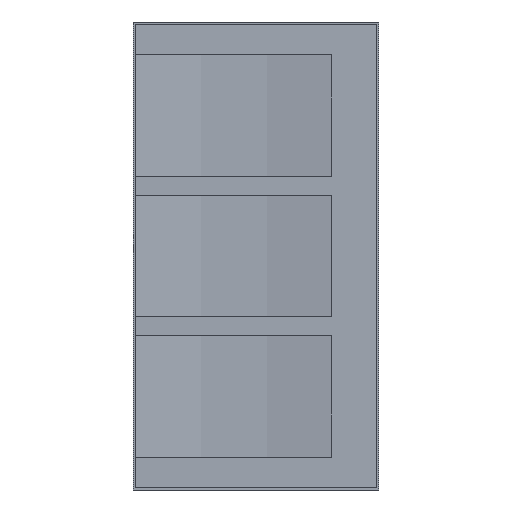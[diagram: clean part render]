
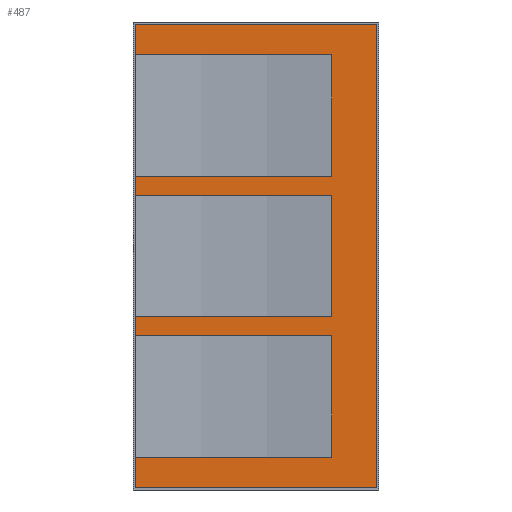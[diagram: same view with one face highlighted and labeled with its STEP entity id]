
A CAD part, left-side view. The second image highlights one B-rep face of the part: STEP entity #487.
In plain terms, the highlighted planar face has unit normal (-1, 0, 0).
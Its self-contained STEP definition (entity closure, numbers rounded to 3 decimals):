
#116=ORIENTED_EDGE('',*,*,#214,.F.);
#117=ORIENTED_EDGE('',*,*,#215,.T.);
#118=ORIENTED_EDGE('',*,*,#216,.T.);
#119=ORIENTED_EDGE('',*,*,#217,.T.);
#120=ORIENTED_EDGE('',*,*,#218,.F.);
#121=ORIENTED_EDGE('',*,*,#219,.T.);
#122=ORIENTED_EDGE('',*,*,#220,.T.);
#123=ORIENTED_EDGE('',*,*,#221,.T.);
#124=ORIENTED_EDGE('',*,*,#222,.F.);
#125=ORIENTED_EDGE('',*,*,#223,.T.);
#126=ORIENTED_EDGE('',*,*,#224,.T.);
#127=ORIENTED_EDGE('',*,*,#225,.T.);
#128=ORIENTED_EDGE('',*,*,#226,.F.);
#129=ORIENTED_EDGE('',*,*,#213,.F.);
#130=ORIENTED_EDGE('',*,*,#227,.T.);
#131=ORIENTED_EDGE('',*,*,#228,.T.);
#213=EDGE_CURVE('',#265,#264,#313,.T.);
#214=EDGE_CURVE('',#266,#267,#314,.T.);
#215=EDGE_CURVE('',#266,#268,#315,.T.);
#216=EDGE_CURVE('',#268,#269,#316,.T.);
#217=EDGE_CURVE('',#269,#270,#317,.T.);
#218=EDGE_CURVE('',#271,#270,#318,.T.);
#219=EDGE_CURVE('',#271,#272,#319,.T.);
#220=EDGE_CURVE('',#272,#273,#320,.T.);
#221=EDGE_CURVE('',#273,#274,#321,.T.);
#222=EDGE_CURVE('',#275,#274,#322,.T.);
#223=EDGE_CURVE('',#275,#276,#323,.T.);
#224=EDGE_CURVE('',#276,#277,#324,.T.);
#225=EDGE_CURVE('',#277,#278,#325,.T.);
#226=EDGE_CURVE('',#264,#278,#326,.T.);
#227=EDGE_CURVE('',#265,#279,#327,.T.);
#228=EDGE_CURVE('',#279,#267,#328,.T.);
#264=VERTEX_POINT('',#776);
#265=VERTEX_POINT('',#778);
#266=VERTEX_POINT('',#782);
#267=VERTEX_POINT('',#783);
#268=VERTEX_POINT('',#785);
#269=VERTEX_POINT('',#787);
#270=VERTEX_POINT('',#789);
#271=VERTEX_POINT('',#791);
#272=VERTEX_POINT('',#793);
#273=VERTEX_POINT('',#795);
#274=VERTEX_POINT('',#797);
#275=VERTEX_POINT('',#799);
#276=VERTEX_POINT('',#801);
#277=VERTEX_POINT('',#803);
#278=VERTEX_POINT('',#805);
#279=VERTEX_POINT('',#808);
#313=LINE('',#779,#367);
#314=LINE('',#781,#368);
#315=LINE('',#784,#369);
#316=LINE('',#786,#370);
#317=LINE('',#788,#371);
#318=LINE('',#790,#372);
#319=LINE('',#792,#373);
#320=LINE('',#794,#374);
#321=LINE('',#796,#375);
#322=LINE('',#798,#376);
#323=LINE('',#800,#377);
#324=LINE('',#802,#378);
#325=LINE('',#804,#379);
#326=LINE('',#806,#380);
#327=LINE('',#807,#381);
#328=LINE('',#809,#382);
#367=VECTOR('',#636,1000.);
#368=VECTOR('',#639,1000.);
#369=VECTOR('',#640,1000.);
#370=VECTOR('',#641,1000.);
#371=VECTOR('',#642,1000.);
#372=VECTOR('',#643,1000.);
#373=VECTOR('',#644,1000.);
#374=VECTOR('',#645,1000.);
#375=VECTOR('',#646,1000.);
#376=VECTOR('',#647,1000.);
#377=VECTOR('',#648,1000.);
#378=VECTOR('',#649,1000.);
#379=VECTOR('',#650,1000.);
#380=VECTOR('',#651,1000.);
#381=VECTOR('',#652,1000.);
#382=VECTOR('',#653,1000.);
#405=EDGE_LOOP('',(#116,#117,#118,#119,#120,#121,#122,#123,#124,#125,#126,
#127,#128,#129,#130,#131));
#435=FACE_BOUND('',#405,.T.);
#461=PLANE('',#537);
#487=ADVANCED_FACE('',(#435),#461,.T.);
#537=AXIS2_PLACEMENT_3D('',#780,#637,#638);
#636=DIRECTION('',(0.,0.,-1.));
#637=DIRECTION('',(-1.,0.,0.));
#638=DIRECTION('',(0.,0.,1.));
#639=DIRECTION('',(0.,1.,0.));
#640=DIRECTION('',(0.,0.,-1.));
#641=DIRECTION('',(0.,1.,0.));
#642=DIRECTION('',(0.,0.,-1.));
#643=DIRECTION('',(0.,1.,0.));
#644=DIRECTION('',(0.,0.,-1.));
#645=DIRECTION('',(0.,1.,0.));
#646=DIRECTION('',(0.,0.,-1.));
#647=DIRECTION('',(0.,1.,0.));
#648=DIRECTION('',(0.,0.,-1.));
#649=DIRECTION('',(0.,1.,0.));
#650=DIRECTION('',(0.,0.,-1.));
#651=DIRECTION('',(0.,1.,0.));
#652=DIRECTION('',(0.,1.,0.));
#653=DIRECTION('',(0.,0.,-1.));
#776=CARTESIAN_POINT('',(3.,-104.,1.));
#778=CARTESIAN_POINT('',(3.,-104.,199.));
#779=CARTESIAN_POINT('',(3.,-104.,199.));
#780=CARTESIAN_POINT('',(3.,-104.,199.));
#781=CARTESIAN_POINT('',(3.,-104.,186.));
#782=CARTESIAN_POINT('',(3.,-84.905,186.));
#783=CARTESIAN_POINT('',(3.,-1.,186.));
#784=CARTESIAN_POINT('',(3.,-84.905,186.));
#785=CARTESIAN_POINT('',(3.,-84.905,134.));
#786=CARTESIAN_POINT('',(3.,-104.,134.));
#787=CARTESIAN_POINT('',(3.,-1.,134.));
#788=CARTESIAN_POINT('',(3.,-1.,199.));
#789=CARTESIAN_POINT('',(3.,-1.,126.));
#790=CARTESIAN_POINT('',(3.,-104.,126.));
#791=CARTESIAN_POINT('',(3.,-84.905,126.));
#792=CARTESIAN_POINT('',(3.,-84.905,126.));
#793=CARTESIAN_POINT('',(3.,-84.905,74.));
#794=CARTESIAN_POINT('',(3.,-104.,74.));
#795=CARTESIAN_POINT('',(3.,-1.,74.));
#796=CARTESIAN_POINT('',(3.,-1.,199.));
#797=CARTESIAN_POINT('',(3.,-1.,66.));
#798=CARTESIAN_POINT('',(3.,-104.,66.));
#799=CARTESIAN_POINT('',(3.,-84.905,66.));
#800=CARTESIAN_POINT('',(3.,-84.905,66.));
#801=CARTESIAN_POINT('',(3.,-84.905,14.));
#802=CARTESIAN_POINT('',(3.,-104.,14.));
#803=CARTESIAN_POINT('',(3.,-1.,14.));
#804=CARTESIAN_POINT('',(3.,-1.,199.));
#805=CARTESIAN_POINT('',(3.,-1.,1.));
#806=CARTESIAN_POINT('',(3.,-104.,1.));
#807=CARTESIAN_POINT('',(3.,-104.,199.));
#808=CARTESIAN_POINT('',(3.,-1.,199.));
#809=CARTESIAN_POINT('',(3.,-1.,199.));
